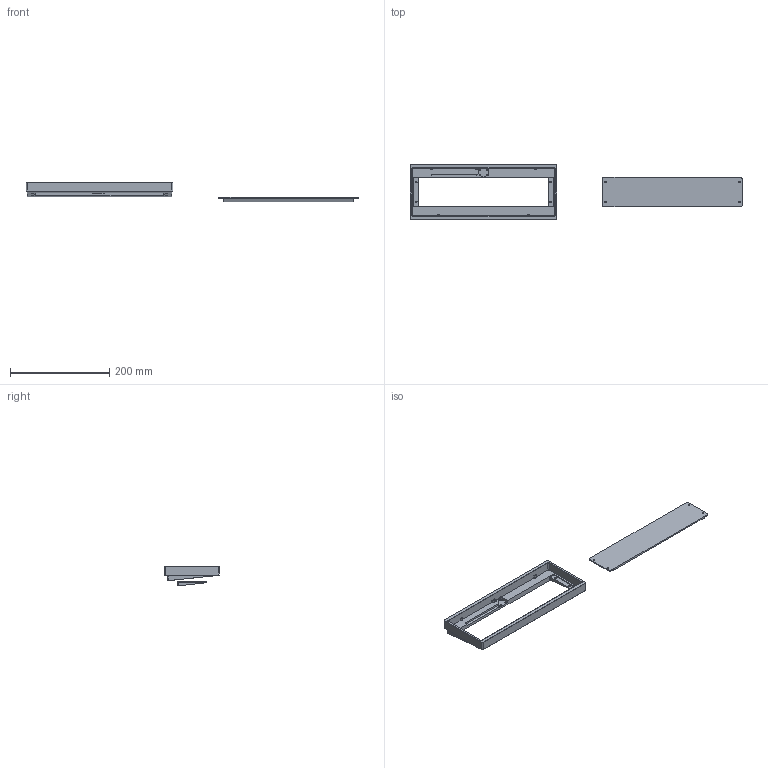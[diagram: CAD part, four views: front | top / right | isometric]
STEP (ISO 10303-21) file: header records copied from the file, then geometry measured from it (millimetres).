
FILE_DESCRIPTION(/* description */ (''),/* implementation_level */ '2;1');
FILE_NAME(/* name */ 'Bakeneko60 Weight.step',/* time_stamp */ '2022-08-19T15:47:22+05:30',/* author */ (''),/* organization */ (''),/* preprocessor_version */ 'ST-DEVELOPER v19',/* originating_system */ 'Autodesk Translation Framework v11.7.0.108',/* authorisation */ '');
FILE_SCHEMA (('AUTOMOTIVE_DESIGN { 1 0 10303 214 3 1 1 }'));
Length unit declared in the file: millimetre
Products named in the file (3): Bakeneko INT Weight; Component1; Component2
Assembly tree (2 placements, depth 2):
  Bakeneko INT Weight
    Component1
    Component2
Bounding box: 667.85 x 110.2 x 39.76 mm (x, y, z)
Volume: 276677.5 mm3; surface area: 108742.2 mm2
Topology: 2 solids, 2 shells, 181 faces, 493 edges, 316 vertices
Faces by surface type: plane 83, cylinder 78, cone 18, bspline 2
Full cylindrical faces by diameter (mm): 1.6 x4, 2.5 x4, 3 x4
Entity records: 6050 total; most frequent: CARTESIAN_POINT 1225, DIRECTION 1021, ORIENTED_EDGE 978, EDGE_CURVE 489, AXIS2_PLACEMENT_3D 352, LINE 317, VECTOR 317, VERTEX_POINT 316
